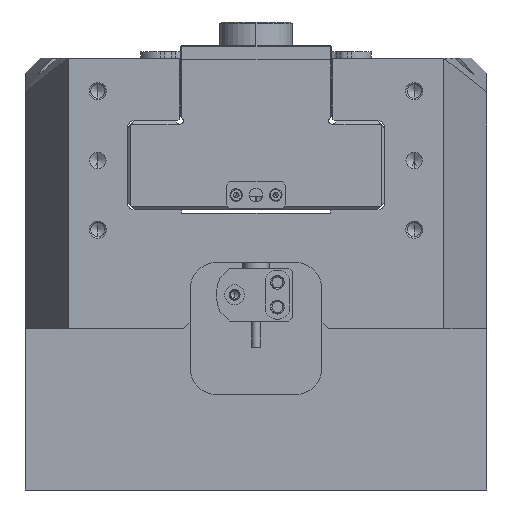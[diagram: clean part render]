
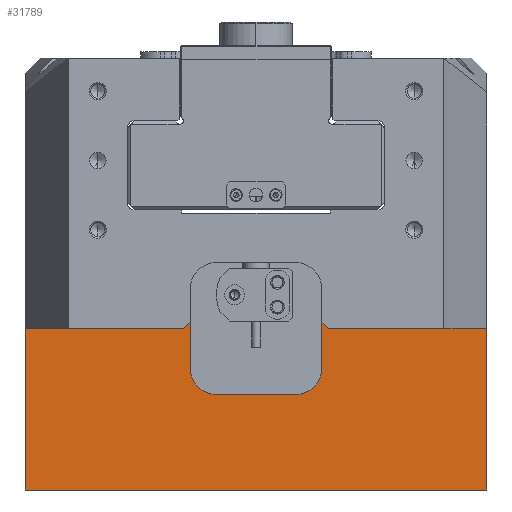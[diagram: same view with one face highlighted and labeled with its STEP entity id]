
A CAD part, left-side view. The second image highlights one B-rep face of the part: STEP entity #31789.
In plain terms, the highlighted planar face has unit normal (-1, 0, 0).
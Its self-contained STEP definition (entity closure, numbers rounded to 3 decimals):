
#285 = DIRECTION ( 'NONE',  ( 0., 1., 0. ) ) ;
#535 = CARTESIAN_POINT ( 'NONE',  ( -123., 20., 37. ) ) ;
#698 = CARTESIAN_POINT ( 'NONE',  ( -123., -20., 51. ) ) ;
#2098 = EDGE_CURVE ( 'NONE', #41143, #25272, #37035, .T. ) ;
#3746 = EDGE_CURVE ( 'NONE', #29881, #8963, #16603, .T. ) ;
#4226 = VERTEX_POINT ( 'NONE', #40145 ) ;
#4523 = CARTESIAN_POINT ( 'NONE',  ( -123., 70., 131. ) ) ;
#4781 = EDGE_CURVE ( 'NONE', #34073, #25943, #5951, .T. ) ;
#5297 = EDGE_CURVE ( 'NONE', #32678, #29605, #15521, .T. ) ;
#5659 = CARTESIAN_POINT ( 'NONE',  ( -123., -70., 49. ) ) ;
#5752 = VECTOR ( 'NONE', #31023, 1000. ) ;
#5910 = ORIENTED_EDGE ( 'NONE', *, *, #6511, .T. ) ;
#5951 = CIRCLE ( 'NONE', #19280, 8. ) ;
#5953 = VECTOR ( 'NONE', #285, 1000. ) ;
#6261 = CARTESIAN_POINT ( 'NONE',  ( -123., -100., 49. ) ) ;
#6511 = EDGE_CURVE ( 'NONE', #41143, #32678, #27321, .T. ) ;
#8016 = VECTOR ( 'NONE', #14265, 1000. ) ;
#8470 = DIRECTION ( 'NONE',  ( -1., 0., 0. ) ) ;
#8690 = DIRECTION ( 'NONE',  ( 0., 0., 1. ) ) ;
#8697 = CARTESIAN_POINT ( 'NONE',  ( -123., 12., 29. ) ) ;
#8746 = CARTESIAN_POINT ( 'NONE',  ( -123., 12., 37. ) ) ;
#8963 = VERTEX_POINT ( 'NONE', #28900 ) ;
#9282 = PLANE ( 'NONE',  #35406 ) ;
#9421 = DIRECTION ( 'NONE',  ( 1., 0., 0. ) ) ;
#10190 = AXIS2_PLACEMENT_3D ( 'NONE', #40816, #27939, #31478 ) ;
#10347 = CARTESIAN_POINT ( 'NONE',  ( -123., 20., 51. ) ) ;
#10690 = ORIENTED_EDGE ( 'NONE', *, *, #29397, .F. ) ;
#11365 = DIRECTION ( 'NONE',  ( 0., 0.707, 0.707 ) ) ;
#11543 = ORIENTED_EDGE ( 'NONE', *, *, #2098, .F. ) ;
#11549 = ORIENTED_EDGE ( 'NONE', *, *, #3746, .F. ) ;
#12531 = CARTESIAN_POINT ( 'NONE',  ( -123., -100., -17.79 ) ) ;
#13561 = ORIENTED_EDGE ( 'NONE', *, *, #5297, .T. ) ;
#13703 = ORIENTED_EDGE ( 'NONE', *, *, #18817, .T. ) ;
#13761 = ORIENTED_EDGE ( 'NONE', *, *, #36519, .F. ) ;
#13872 = ORIENTED_EDGE ( 'NONE', *, *, #4781, .F. ) ;
#14265 = DIRECTION ( 'NONE',  ( 0., 0., 1. ) ) ;
#15047 = DIRECTION ( 'NONE',  ( 0., 0., -1. ) ) ;
#15199 = ORIENTED_EDGE ( 'NONE', *, *, #39735, .T. ) ;
#15438 = CARTESIAN_POINT ( 'NONE',  ( -123., -100., 49. ) ) ;
#15521 = LINE ( 'NONE', #27242, #18535 ) ;
#15874 = VECTOR ( 'NONE', #41350, 1000. ) ;
#16179 = VECTOR ( 'NONE', #8690, 1000. ) ;
#16403 = CARTESIAN_POINT ( 'NONE',  ( -123., -20., 37. ) ) ;
#16536 = CARTESIAN_POINT ( 'NONE',  ( -123., 0., 0. ) ) ;
#16603 = LINE ( 'NONE', #4523, #8016 ) ;
#17184 = LINE ( 'NONE', #37311, #16179 ) ;
#17419 = LINE ( 'NONE', #28670, #41788 ) ;
#18535 = VECTOR ( 'NONE', #11365, 1000. ) ;
#18817 = EDGE_CURVE ( 'NONE', #24196, #8963, #40768, .T. ) ;
#19280 = AXIS2_PLACEMENT_3D ( 'NONE', #8746, #8470, #31142 ) ;
#20387 = CARTESIAN_POINT ( 'NONE',  ( -123., 22., 49. ) ) ;
#21284 = EDGE_CURVE ( 'NONE', #4226, #28292, #27590, .T. ) ;
#21468 = LINE ( 'NONE', #37816, #5752 ) ;
#21744 = DIRECTION ( 'NONE',  ( 0., 0., -1. ) ) ;
#21782 = CARTESIAN_POINT ( 'NONE',  ( -123., -5.605, 76.605 ) ) ;
#21824 = DIRECTION ( 'NONE',  ( 0., 1., 0. ) ) ;
#22676 = FACE_OUTER_BOUND ( 'NONE', #35536, .T. ) ;
#22724 = ORIENTED_EDGE ( 'NONE', *, *, #23964, .F. ) ;
#23964 = EDGE_CURVE ( 'NONE', #28292, #29605, #17184, .T. ) ;
#24196 = VERTEX_POINT ( 'NONE', #20387 ) ;
#25272 = VERTEX_POINT ( 'NONE', #33400 ) ;
#25296 = DIRECTION ( 'NONE',  ( 0., -1., 0. ) ) ;
#25943 = VERTEX_POINT ( 'NONE', #8697 ) ;
#27192 = CARTESIAN_POINT ( 'NONE',  ( -123., -22., 49. ) ) ;
#27242 = CARTESIAN_POINT ( 'NONE',  ( -123., -94.395, -23.395 ) ) ;
#27321 = LINE ( 'NONE', #6261, #36914 ) ;
#27590 = CIRCLE ( 'NONE', #10190, 8. ) ;
#27939 = DIRECTION ( 'NONE',  ( -1., 0., 0. ) ) ;
#28292 = VERTEX_POINT ( 'NONE', #16403 ) ;
#28670 = CARTESIAN_POINT ( 'NONE',  ( -123., -100., 29. ) ) ;
#28900 = CARTESIAN_POINT ( 'NONE',  ( -123., 70., 49. ) ) ;
#29397 = EDGE_CURVE ( 'NONE', #25272, #29881, #37920, .T. ) ;
#29605 = VERTEX_POINT ( 'NONE', #698 ) ;
#29881 = VERTEX_POINT ( 'NONE', #40915 ) ;
#30649 = ORIENTED_EDGE ( 'NONE', *, *, #36907, .F. ) ;
#31023 = DIRECTION ( 'NONE',  ( 0., 0., -1. ) ) ;
#31142 = DIRECTION ( 'NONE',  ( 0., 0., -1. ) ) ;
#31225 = CARTESIAN_POINT ( 'NONE',  ( -123., -70., 131. ) ) ;
#31478 = DIRECTION ( 'NONE',  ( 0., 0., -1. ) ) ;
#31789 = ADVANCED_FACE ( 'NONE', ( #22676 ), #9282, .F. ) ;
#32027 = DIRECTION ( 'NONE',  ( 0., 1., 0. ) ) ;
#32678 = VERTEX_POINT ( 'NONE', #27192 ) ;
#33400 = CARTESIAN_POINT ( 'NONE',  ( -123., -70., 0. ) ) ;
#34073 = VERTEX_POINT ( 'NONE', #535 ) ;
#34663 = VECTOR ( 'NONE', #21824, 1000. ) ;
#35406 = AXIS2_PLACEMENT_3D ( 'NONE', #12531, #9421, #21744 ) ;
#35536 = EDGE_LOOP ( 'NONE', ( #22724, #36168, #13761, #13872, #30649, #15199, #13703, #11549, #10690, #11543, #5910, #13561 ) ) ;
#35588 = VERTEX_POINT ( 'NONE', #10347 ) ;
#36168 = ORIENTED_EDGE ( 'NONE', *, *, #21284, .F. ) ;
#36519 = EDGE_CURVE ( 'NONE', #25943, #4226, #17419, .T. ) ;
#36907 = EDGE_CURVE ( 'NONE', #35588, #34073, #21468, .T. ) ;
#36914 = VECTOR ( 'NONE', #32027, 1000. ) ;
#37035 = LINE ( 'NONE', #31225, #41110 ) ;
#37311 = CARTESIAN_POINT ( 'NONE',  ( -123., -20., -17.79 ) ) ;
#37816 = CARTESIAN_POINT ( 'NONE',  ( -123., 20., -17.79 ) ) ;
#37920 = LINE ( 'NONE', #16536, #5953 ) ;
#39735 = EDGE_CURVE ( 'NONE', #35588, #24196, #40741, .T. ) ;
#40145 = CARTESIAN_POINT ( 'NONE',  ( -123., -12., 29. ) ) ;
#40741 = LINE ( 'NONE', #21782, #15874 ) ;
#40768 = LINE ( 'NONE', #15438, #34663 ) ;
#40816 = CARTESIAN_POINT ( 'NONE',  ( -123., -12., 37. ) ) ;
#40915 = CARTESIAN_POINT ( 'NONE',  ( -123., 70., 0. ) ) ;
#41110 = VECTOR ( 'NONE', #15047, 1000. ) ;
#41143 = VERTEX_POINT ( 'NONE', #5659 ) ;
#41350 = DIRECTION ( 'NONE',  ( 0., 0.707, -0.707 ) ) ;
#41788 = VECTOR ( 'NONE', #25296, 1000. ) ;
